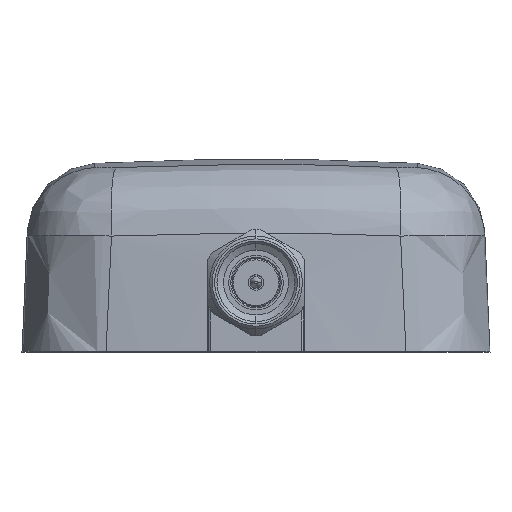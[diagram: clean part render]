
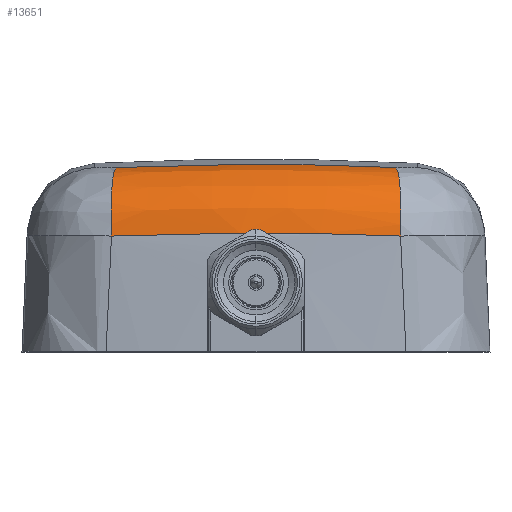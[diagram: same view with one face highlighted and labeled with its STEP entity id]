
A CAD part, top view. The second image highlights one B-rep face of the part: STEP entity #13651.
In plain terms, the highlighted free-form (B-spline) face has degree [3, 2] with [10, 3] control points.
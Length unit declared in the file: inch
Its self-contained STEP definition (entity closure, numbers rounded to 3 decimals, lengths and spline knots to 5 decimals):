
#623 = VERTEX_POINT ( 'NONE', #10238 ) ;
#871 = CARTESIAN_POINT ( 'NONE',  ( 1.65525, 0.37811, -0.66718 ) ) ;
#1533 = CARTESIAN_POINT ( 'NONE',  ( 1.58302, 0.59418, -0.66778 ) ) ;
#1647 = CARTESIAN_POINT ( 'NONE',  ( 1.57623, 0.3814, -0.65779 ) ) ;
#1691 = ORIENTED_EDGE ( 'NONE', *, *, #11660, .F. ) ;
#1757 = CARTESIAN_POINT ( 'NONE',  ( 1.34188, 0.60045, -0.65085 ) ) ;
#2245 = CARTESIAN_POINT ( 'NONE',  ( 1.33416, 0.61346, -0.86171 ) ) ;
#2373 = CARTESIAN_POINT ( 'NONE',  ( 0.72327, 0.60338, -0.88859 ) ) ;
#2492 = CARTESIAN_POINT ( 'NONE',  ( 0.70694, 0.37812, -0.6672 ) ) ;
#2733 = CARTESIAN_POINT ( 'NONE',  ( 1.02804, 0.61346, -0.86172 ) ) ;
#3216 = CARTESIAN_POINT ( 'NONE',  ( 1.4972, 0.38385, -0.65079 ) ) ;
#3454 = DIRECTION ( 'NONE',  ( 0.12, 0.044, 0.992 ) ) ;
#4339 = CARTESIAN_POINT ( 'NONE',  ( 0.69879, 0.59058, -0.67752 ) ) ;
#4440 = CARTESIAN_POINT ( 'NONE',  ( 1.63893, 0.60338, -0.88858 ) ) ;
#4691 = CARTESIAN_POINT ( 'NONE',  ( 1.02304, 0.38711, -0.64146 ) ) ;
#4910 = CARTESIAN_POINT ( 'NONE',  ( 0.72327, 0.60338, -0.88859 ) ) ;
#5089 = CARTESIAN_POINT ( 'NONE',  ( 1.1048, 0.61346, -0.86172 ) ) ;
#5315 = CARTESIAN_POINT ( 'NONE',  ( 1.10207, 0.38793, -0.63913 ) ) ;
#5444 = CARTESIAN_POINT ( 'NONE',  ( 0.87588, 0.60927, -0.87289 ) ) ;
#5761 = CARTESIAN_POINT ( 'NONE',  ( 1.627, 0.36781, -0.90148 ) ) ;
#6197 = VERTEX_POINT ( 'NONE', #10832 ) ;
#6751 = CARTESIAN_POINT ( 'NONE',  ( 0.78596, 0.3814, -0.65781 ) ) ;
#6908 = CARTESIAN_POINT ( 'NONE',  ( 1.2574, 0.61346, -0.86171 ) ) ;
#6992 = CARTESIAN_POINT ( 'NONE',  ( 0.70694, 0.37812, -0.6672 ) ) ;
#7220 = DIRECTION ( 'NONE',  ( 0.992, -0.044, -0.118 ) ) ;
#8683 = CARTESIAN_POINT ( 'NONE',  ( 0.86499, 0.38385, -0.6508 ) ) ;
#8970 = CARTESIAN_POINT ( 'NONE',  ( 1.4972, 0.38385, -0.65079 ) ) ;
#9147 = ORIENTED_EDGE ( 'NONE', *, *, #13778, .T. ) ;
#9203 = CARTESIAN_POINT ( 'NONE',  ( 1.33915, 0.38711, -0.64145 ) ) ;
#9428 = B_SPLINE_CURVE_WITH_KNOTS ( 'NONE', 3,
 ( #6992, #6751, #8683, #4691, #16288, #19972, #10537, #3216, #10398, #871 ),
 .UNSPECIFIED., .F., .F.,
 ( 4, 2, 2, 2, 4 ),
 ( 0., 0.25, 0.5, 0.75, 1. ),
 .UNSPECIFIED. ) ;
#9568 = CARTESIAN_POINT ( 'NONE',  ( 0.78596, 0.3814, -0.65781 ) ) ;
#9823 = CARTESIAN_POINT ( 'NONE',  ( 0.7352, 0.36781, -0.90149 ) ) ;
#9996 = EDGE_CURVE ( 'NONE', #22701, #6197, #9428, .T. ) ;
#10238 = CARTESIAN_POINT ( 'NONE',  ( 1.63893, 0.60338, -0.88858 ) ) ;
#10398 = CARTESIAN_POINT ( 'NONE',  ( 1.57623, 0.3814, -0.65779 ) ) ;
#10537 = CARTESIAN_POINT ( 'NONE',  ( 1.33915, 0.38711, -0.64145 ) ) ;
#10599 = EDGE_CURVE ( 'NONE', #14589, #623, #22311, .T. ) ;
#10809 = CARTESIAN_POINT ( 'NONE',  ( 1.66341, 0.59058, -0.67751 ) ) ;
#10832 = CARTESIAN_POINT ( 'NONE',  ( 1.65525, 0.37811, -0.66718 ) ) ;
#10936 = CARTESIAN_POINT ( 'NONE',  ( 1.02031, 0.60045, -0.65086 ) ) ;
#11046 = CARTESIAN_POINT ( 'NONE',  ( 1.65525, 0.37811, -0.66718 ) ) ;
#11305 = DIRECTION ( 'NONE',  ( 0.992, 0.044, 0.118 ) ) ;
#11660 = EDGE_CURVE ( 'NONE', #623, #6197, #15194, .T. ) ;
#12436 = CIRCLE ( 'NONE', #19090, 0.23622 ) ;
#12774 = CARTESIAN_POINT ( 'NONE',  ( 1.02849, 0.61263, -0.86395 ) ) ;
#12912 = CARTESIAN_POINT ( 'NONE',  ( 0.85953, 0.59686, -0.66054 ) ) ;
#13651 = ADVANCED_FACE ( 'NONE', ( #18530 ), #23963, .T. ) ;
#13778 = EDGE_CURVE ( 'NONE', #14589, #22701, #12436, .T. ) ;
#14589 = VERTEX_POINT ( 'NONE', #4910 ) ;
#14788 = AXIS2_PLACEMENT_3D ( 'NONE', #5761, #7220, #3454 ) ;
#15194 = CIRCLE ( 'NONE', #14788, 0.23622 ) ;
#15230 = CARTESIAN_POINT ( 'NONE',  ( 0.86499, 0.38385, -0.6508 ) ) ;
#15803 = ORIENTED_EDGE ( 'NONE', *, *, #10599, .F. ) ;
#16288 = CARTESIAN_POINT ( 'NONE',  ( 1.10207, 0.38793, -0.63913 ) ) ;
#16457 = CARTESIAN_POINT ( 'NONE',  ( 1.2615, 0.60134, -0.64844 ) ) ;
#16823 = CARTESIAN_POINT ( 'NONE',  ( 1.48632, 0.60927, -0.87288 ) ) ;
#16935 = DIRECTION ( 'NONE',  ( -0.05, 0.997, 0.055 ) ) ;
#17187 = CARTESIAN_POINT ( 'NONE',  ( 0.79958, 0.60675, -0.8796 ) ) ;
#17404 = CARTESIAN_POINT ( 'NONE',  ( 1.48684, 0.6101, -0.87066 ) ) ;
#17776 = ORIENTED_EDGE ( 'NONE', *, *, #9996, .T. ) ;
#18166 = CARTESIAN_POINT ( 'NONE',  ( 1.50266, 0.59686, -0.66052 ) ) ;
#18298 = CARTESIAN_POINT ( 'NONE',  ( 1.56262, 0.60675, -0.87959 ) ) ;
#18420 = CARTESIAN_POINT ( 'NONE',  ( 1.02304, 0.38711, -0.64146 ) ) ;
#18530 = FACE_OUTER_BOUND ( 'NONE', #20245, .T. ) ;
#18895 = CARTESIAN_POINT ( 'NONE',  ( 0.77918, 0.59418, -0.6678 ) ) ;
#19090 = AXIS2_PLACEMENT_3D ( 'NONE', #9823, #11305, #16935 ) ;
#19972 = CARTESIAN_POINT ( 'NONE',  ( 1.26012, 0.38793, -0.63912 ) ) ;
#20245 = EDGE_LOOP ( 'NONE', ( #9147, #17776, #1691, #15803 ) ) ;
#20956 = CARTESIAN_POINT ( 'NONE',  ( 0.70694, 0.37812, -0.6672 ) ) ;
#22077 = CARTESIAN_POINT ( 'NONE',  ( 1.10069, 0.60134, -0.64844 ) ) ;
#22211 = CARTESIAN_POINT ( 'NONE',  ( 1.33371, 0.61263, -0.86394 ) ) ;
#22311 = B_SPLINE_CURVE_WITH_KNOTS ( 'NONE', 3,
 ( #2373, #22803, #2733, #2245, #17404, #4440 ),
 .UNSPECIFIED., .F., .F.,
 ( 4, 2, 4 ),
 ( 0., 0.5, 1. ),
 .UNSPECIFIED. ) ;
#22697 = CARTESIAN_POINT ( 'NONE',  ( 0.72327, 0.60338, -0.88859 ) ) ;
#22701 = VERTEX_POINT ( 'NONE', #20956 ) ;
#22803 = CARTESIAN_POINT ( 'NONE',  ( 0.87536, 0.6101, -0.87068 ) ) ;
#23925 = CARTESIAN_POINT ( 'NONE',  ( 1.26012, 0.38793, -0.63912 ) ) ;
#23963 =( BOUNDED_SURFACE ( )  B_SPLINE_SURFACE ( 3, 2, ( 
 ( #24036, #10809, #11046 ),
 ( #18298, #1533, #1647 ),
 ( #16823, #18166, #8970 ),
 ( #22211, #1757, #9203 ),
 ( #6908, #16457, #23925 ),
 ( #5089, #22077, #5315 ),
 ( #12774, #10936, #18420 ),
 ( #5444, #12912, #15230 ),
 ( #17187, #18895, #9568 ),
 ( #22697, #4339, #2492 ) ),
 .UNSPECIFIED., .F., .F., .F. ) 
 B_SPLINE_SURFACE_WITH_KNOTS ( ( 4, 2, 2, 2, 4 ),
 ( 3, 3 ),
 ( 0., 0.00566, 0.01133, 0.01699, 0.02265 ),
 ( 0., 1. ),
 .UNSPECIFIED. ) 
 GEOMETRIC_REPRESENTATION_ITEM ( )  RATIONAL_B_SPLINE_SURFACE ( (
 ( 1., 0.743, 1.),
 ( 1., 0.742, 1.),
 ( 1., 0.742, 1.),
 ( 1., 0.742, 1.),
 ( 1., 0.742, 1.),
 ( 1., 0.742, 1.),
 ( 1., 0.742, 1.),
 ( 1., 0.742, 1.),
 ( 1., 0.742, 1.),
 ( 1., 0.743, 1.) ) ) 
 REPRESENTATION_ITEM ( '' )  SURFACE ( )  );
#24036 = CARTESIAN_POINT ( 'NONE',  ( 1.63893, 0.60338, -0.88858 ) ) ;
